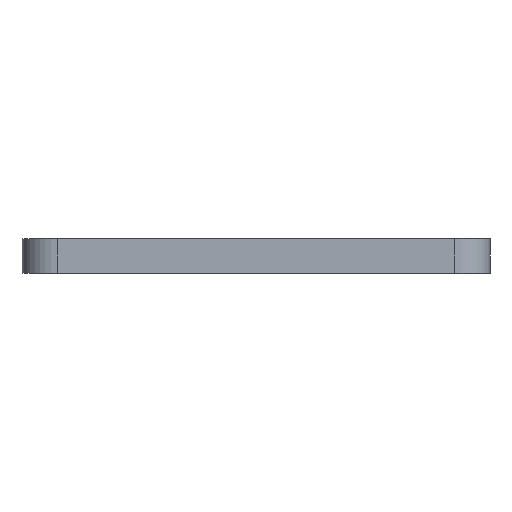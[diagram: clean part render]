
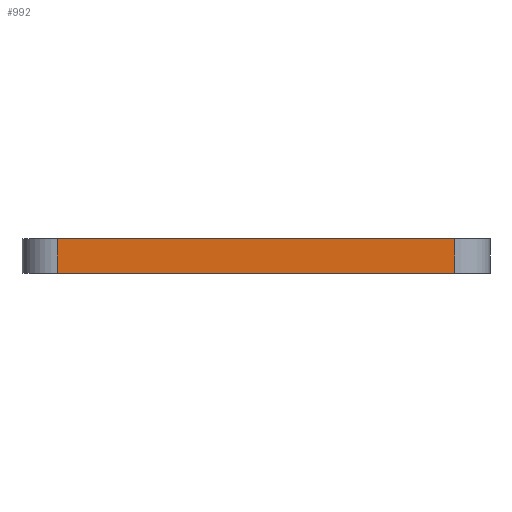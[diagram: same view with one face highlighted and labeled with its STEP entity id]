
A CAD part, left-side view. The second image highlights one B-rep face of the part: STEP entity #992.
In plain terms, the highlighted planar face has unit normal (-1, 0, 0).
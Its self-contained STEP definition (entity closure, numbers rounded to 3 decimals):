
#106=FACE_OUTER_BOUND('',#154,.T.);
#154=EDGE_LOOP('',(#785,#786,#787,#788));
#276=LINE('',#1564,#390);
#277=LINE('',#1567,#391);
#278=LINE('',#1569,#392);
#279=LINE('',#1570,#393);
#390=VECTOR('',#1284,10.);
#391=VECTOR('',#1287,10.);
#392=VECTOR('',#1288,10.);
#393=VECTOR('',#1289,10.);
#485=VERTEX_POINT('',#1560);
#486=VERTEX_POINT('',#1562);
#487=VERTEX_POINT('',#1566);
#488=VERTEX_POINT('',#1568);
#612=EDGE_CURVE('',#485,#486,#276,.T.);
#613=EDGE_CURVE('',#487,#485,#277,.T.);
#614=EDGE_CURVE('',#488,#486,#278,.T.);
#615=EDGE_CURVE('',#487,#488,#279,.T.);
#785=ORIENTED_EDGE('',*,*,#613,.T.);
#786=ORIENTED_EDGE('',*,*,#612,.T.);
#787=ORIENTED_EDGE('',*,*,#614,.F.);
#788=ORIENTED_EDGE('',*,*,#615,.F.);
#948=PLANE('',#1070);
#992=ADVANCED_FACE('',(#106),#948,.T.);
#1070=AXIS2_PLACEMENT_3D('',#1565,#1285,#1286);
#1284=DIRECTION('',(0.,0.,1.));
#1285=DIRECTION('center_axis',(-1.,0.,
0.));
#1286=DIRECTION('ref_axis',(0.,-1.,0.));
#1287=DIRECTION('',(0.,-1.,0.));
#1288=DIRECTION('',(0.,-1.,0.));
#1289=DIRECTION('',(0.,0.,1.));
#1560=CARTESIAN_POINT('',(131.075,-120.061,1.7));
#1562=CARTESIAN_POINT('',(131.075,-120.061,6.65));
#1564=CARTESIAN_POINT('',(131.075,-120.061,1.7));
#1565=CARTESIAN_POINT('Origin',(131.075,-63.865,1.7));
#1566=CARTESIAN_POINT('',(131.075,-63.865,1.7));
#1567=CARTESIAN_POINT('',(131.075,-63.865,1.7));
#1568=CARTESIAN_POINT('',(131.075,-63.865,6.65));
#1569=CARTESIAN_POINT('',(131.075,-63.865,6.65));
#1570=CARTESIAN_POINT('',(131.075,-63.865,1.7));
